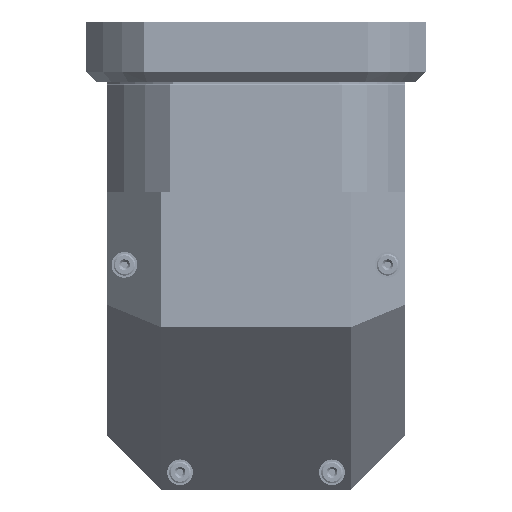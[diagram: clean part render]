
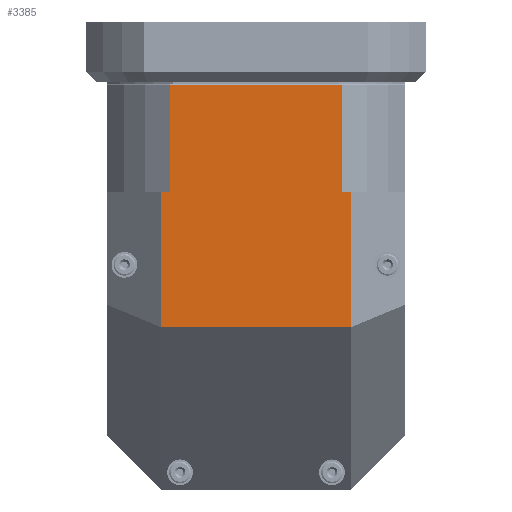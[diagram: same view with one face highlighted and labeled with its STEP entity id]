
A CAD part, front view. The second image highlights one B-rep face of the part: STEP entity #3385.
In plain terms, the highlighted planar face has unit normal (0, -1, 0).
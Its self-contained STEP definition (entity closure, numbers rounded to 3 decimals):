
#3314=CARTESIAN_POINT('',(-110.,-110.0,189.5));
#3315=DIRECTION('',(0.0,-1.0,0.0));
#3316=DIRECTION('',(0.0,0.0,-1.0));
#3317=AXIS2_PLACEMENT_3D('',#3314,#3315,#3316);
#3318=PLANE('',#3317);
#3319=CARTESIAN_POINT('',(63.474,-110.0,110.));
#3320=VERTEX_POINT('',#3319);
#3321=CARTESIAN_POINT('',(63.474,-110.,188.5));
#3322=VERTEX_POINT('',#3321);
#3323=CARTESIAN_POINT('',(63.474,-110.0,110.));
#3324=DIRECTION('',(0.0,0.0,1.0));
#3325=VECTOR('',#3324,78.5);
#3326=LINE('',#3323,#3325);
#3327=EDGE_CURVE('',#3320,#3322,#3326,.T.);
#3328=ORIENTED_EDGE('',*,*,#3327,.T.);
#3329=CARTESIAN_POINT('',(-63.474,-110.,188.5));
#3330=VERTEX_POINT('',#3329);
#3331=CARTESIAN_POINT('',(63.474,-110.0,188.5));
#3332=DIRECTION('',(-1.0,0.0,0.0));
#3333=VECTOR('',#3332,126.949);
#3334=LINE('',#3331,#3333);
#3335=EDGE_CURVE('',#3322,#3330,#3334,.T.);
#3336=ORIENTED_EDGE('',*,*,#3335,.T.);
#3337=CARTESIAN_POINT('',(-63.474,-110.0,110.));
#3338=VERTEX_POINT('',#3337);
#3339=CARTESIAN_POINT('',(-63.474,-110.0,188.5));
#3340=DIRECTION('',(0.0,0.0,-1.0));
#3341=VECTOR('',#3340,78.5);
#3342=LINE('',#3339,#3341);
#3343=EDGE_CURVE('',#3330,#3338,#3342,.T.);
#3344=ORIENTED_EDGE('',*,*,#3343,.T.);
#3345=CARTESIAN_POINT('',(-70.,-110.0,110.));
#3346=VERTEX_POINT('',#3345);
#3347=CARTESIAN_POINT('',(-70.,-110.0,110.));
#3348=DIRECTION('',(1.0,0.0,0.0));
#3349=VECTOR('',#3348,6.526);
#3350=LINE('',#3347,#3349);
#3351=EDGE_CURVE('',#3346,#3338,#3350,.T.);
#3352=ORIENTED_EDGE('',*,*,#3351,.F.);
#3353=CARTESIAN_POINT('',(-70.,-110.0,10.));
#3354=VERTEX_POINT('',#3353);
#3355=CARTESIAN_POINT('',(-70.,-110.0,110.));
#3356=DIRECTION('',(0.0,0.0,-1.0));
#3357=VECTOR('',#3356,100.);
#3358=LINE('',#3355,#3357);
#3359=EDGE_CURVE('',#3346,#3354,#3358,.T.);
#3360=ORIENTED_EDGE('',*,*,#3359,.T.);
#3361=CARTESIAN_POINT('',(70.,-110.0,10.));
#3362=VERTEX_POINT('',#3361);
#3363=CARTESIAN_POINT('',(-70.,-110.0,10.));
#3364=DIRECTION('',(1.0,0.0,0.0));
#3365=VECTOR('',#3364,140.);
#3366=LINE('',#3363,#3365);
#3367=EDGE_CURVE('',#3354,#3362,#3366,.T.);
#3368=ORIENTED_EDGE('',*,*,#3367,.T.);
#3369=CARTESIAN_POINT('',(70.,-110.0,110.));
#3370=VERTEX_POINT('',#3369);
#3371=CARTESIAN_POINT('',(70.,-110.0,10.));
#3372=DIRECTION('',(0.0,0.0,1.0));
#3373=VECTOR('',#3372,100.);
#3374=LINE('',#3371,#3373);
#3375=EDGE_CURVE('',#3362,#3370,#3374,.T.);
#3376=ORIENTED_EDGE('',*,*,#3375,.T.);
#3377=CARTESIAN_POINT('',(63.474,-110.0,110.));
#3378=DIRECTION('',(1.0,0.0,0.0));
#3379=VECTOR('',#3378,6.526);
#3380=LINE('',#3377,#3379);
#3381=EDGE_CURVE('',#3320,#3370,#3380,.T.);
#3382=ORIENTED_EDGE('',*,*,#3381,.F.);
#3383=EDGE_LOOP('',(#3328,#3336,#3344,#3352,#3360,#3368,#3376,#3382));
#3384=FACE_OUTER_BOUND('',#3383,.T.);
#3385=ADVANCED_FACE('',(#3384),#3318,.T.);
